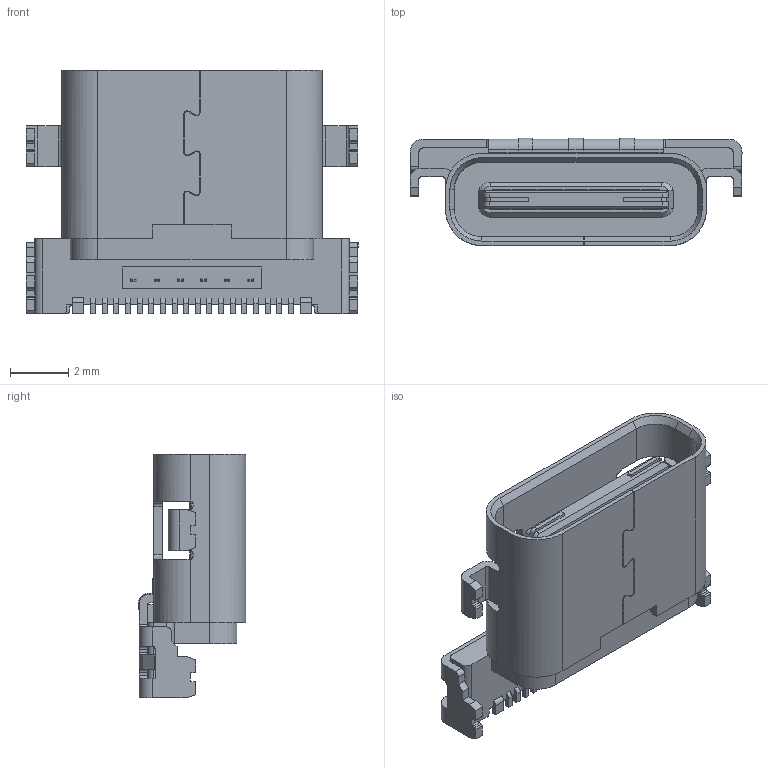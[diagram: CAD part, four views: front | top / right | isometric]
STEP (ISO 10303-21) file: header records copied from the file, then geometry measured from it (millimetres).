
FILE_DESCRIPTION (( 'STEP AP214' ), '1' );
FILE_NAME ('CX70M-24P1 part.STEP', '2019-07-15T07:06:21', ( '' ), ( '' ), 'SwSTEP 2.0', 'SolidWorks 2017', '' );
FILE_SCHEMA (( 'AUTOMOTIVE_DESIGN' ));
Length unit declared in the file: millimetre
Products named in the file (1): CX70M-24P1 part
Bounding box: 11.4 x 3.69 x 8.35 mm (x, y, z)
Volume: 117.3 mm3; surface area: 551.8 mm2
Topology: 52 solids, 52 shells, 1127 faces, 3021 edges, 1993 vertices
Faces by surface type: plane 752, cylinder 359, cone 12, bspline 4
Entity records: 36500 total; most frequent: CARTESIAN_POINT 8310, ORIENTED_EDGE 6042, DIRECTION 5219, EDGE_CURVE 3021, VECTOR 2179, LINE 2179, VERTEX_POINT 1993, AXIS2_PLACEMENT_3D 1520
